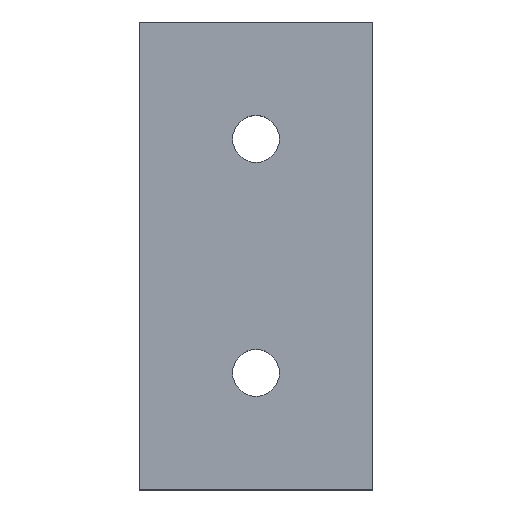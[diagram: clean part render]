
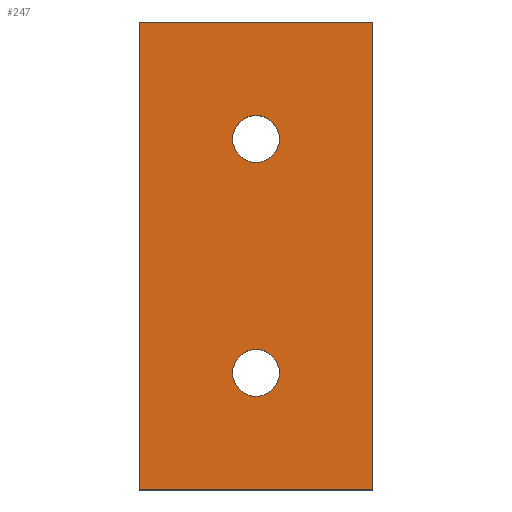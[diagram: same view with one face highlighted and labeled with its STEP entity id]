
A CAD part, top view. The second image highlights one B-rep face of the part: STEP entity #247.
In plain terms, the highlighted planar face has unit normal (0, 0, 1).
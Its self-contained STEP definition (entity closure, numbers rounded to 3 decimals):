
#9 = PLANE ( 'NONE',  #425 ) ;
#25 = CIRCLE ( 'NONE', #259, 2. ) ;
#35 = FACE_BOUND ( 'NONE', #187, .T. ) ;
#36 = CARTESIAN_POINT ( 'NONE',  ( 0., 40., 3. ) ) ;
#40 = DIRECTION ( 'NONE',  ( 1., 0., 0. ) ) ;
#43 = LINE ( 'NONE', #327, #404 ) ;
#46 = DIRECTION ( 'NONE',  ( 1., 0., 0. ) ) ;
#49 = ORIENTED_EDGE ( 'NONE', *, *, #310, .F. ) ;
#56 = FACE_BOUND ( 'NONE', #405, .T. ) ;
#75 = CARTESIAN_POINT ( 'NONE',  ( 0., 0., 3. ) ) ;
#79 = ORIENTED_EDGE ( 'NONE', *, *, #115, .F. ) ;
#82 = CIRCLE ( 'NONE', #217, 2. ) ;
#107 = DIRECTION ( 'NONE',  ( -1., 0., 0. ) ) ;
#115 = EDGE_CURVE ( 'NONE', #207, #153, #365, .T. ) ;
#130 = VERTEX_POINT ( 'NONE', #36 ) ;
#133 = DIRECTION ( 'NONE',  ( 0., 0., 1. ) ) ;
#136 = CARTESIAN_POINT ( 'NONE',  ( 0., 0., 3. ) ) ;
#140 = DIRECTION ( 'NONE',  ( 0., -1., 0. ) ) ;
#143 = DIRECTION ( 'NONE',  ( 0., 0., 1. ) ) ;
#153 = VERTEX_POINT ( 'NONE', #272 ) ;
#156 = CIRCLE ( 'NONE', #279, 2. ) ;
#163 = CARTESIAN_POINT ( 'NONE',  ( 0., 0., 3. ) ) ;
#165 = LINE ( 'NONE', #205, #412 ) ;
#168 = DIRECTION ( 'NONE',  ( 0., 0., 1. ) ) ;
#170 = DIRECTION ( 'NONE',  ( 1., 0., 0. ) ) ;
#176 = CARTESIAN_POINT ( 'NONE',  ( 10., 10., 3. ) ) ;
#187 = EDGE_LOOP ( 'NONE', ( #393, #79 ) ) ;
#205 = CARTESIAN_POINT ( 'NONE',  ( 20., 0., 3. ) ) ;
#207 = VERTEX_POINT ( 'NONE', #381 ) ;
#211 = DIRECTION ( 'NONE',  ( -1., 0., 0. ) ) ;
#217 = AXIS2_PLACEMENT_3D ( 'NONE', #319, #168, #235 ) ;
#219 = VERTEX_POINT ( 'NONE', #348 ) ;
#220 = EDGE_CURVE ( 'NONE', #355, #219, #285, .T. ) ;
#235 = DIRECTION ( 'NONE',  ( 1., 0., 0. ) ) ;
#247 = ADVANCED_FACE ( 'NONE', ( #35, #56, #398 ), #9, .F. ) ;
#251 = ORIENTED_EDGE ( 'NONE', *, *, #454, .T. ) ;
#253 = CARTESIAN_POINT ( 'NONE',  ( 8., 10., 3. ) ) ;
#259 = AXIS2_PLACEMENT_3D ( 'NONE', #176, #143, #396 ) ;
#268 = ORIENTED_EDGE ( 'NONE', *, *, #353, .F. ) ;
#269 = CARTESIAN_POINT ( 'NONE',  ( 10., 30., 3. ) ) ;
#272 = CARTESIAN_POINT ( 'NONE',  ( 12., 30., 3. ) ) ;
#279 = AXIS2_PLACEMENT_3D ( 'NONE', #328, #430, #46 ) ;
#285 = LINE ( 'NONE', #163, #439 ) ;
#293 = DIRECTION ( 'NONE',  ( 0., 0., -1. ) ) ;
#295 = EDGE_LOOP ( 'NONE', ( #446, #313, #251, #400 ) ) ;
#296 = AXIS2_PLACEMENT_3D ( 'NONE', #269, #133, #170 ) ;
#300 = EDGE_CURVE ( 'NONE', #130, #355, #358, .T. ) ;
#310 = EDGE_CURVE ( 'NONE', #363, #329, #156, .T. ) ;
#313 = ORIENTED_EDGE ( 'NONE', *, *, #220, .T. ) ;
#319 = CARTESIAN_POINT ( 'NONE',  ( 10., 30., 3. ) ) ;
#327 = CARTESIAN_POINT ( 'NONE',  ( 0., 40., 3. ) ) ;
#328 = CARTESIAN_POINT ( 'NONE',  ( 10., 10., 3. ) ) ;
#329 = VERTEX_POINT ( 'NONE', #253 ) ;
#348 = CARTESIAN_POINT ( 'NONE',  ( 20., 0., 3. ) ) ;
#349 = EDGE_CURVE ( 'NONE', #414, #130, #43, .T. ) ;
#353 = EDGE_CURVE ( 'NONE', #329, #363, #25, .T. ) ;
#355 = VERTEX_POINT ( 'NONE', #75 ) ;
#358 = LINE ( 'NONE', #399, #448 ) ;
#363 = VERTEX_POINT ( 'NONE', #394 ) ;
#365 = CIRCLE ( 'NONE', #296, 2. ) ;
#381 = CARTESIAN_POINT ( 'NONE',  ( 8., 30., 3. ) ) ;
#393 = ORIENTED_EDGE ( 'NONE', *, *, #429, .F. ) ;
#394 = CARTESIAN_POINT ( 'NONE',  ( 12., 10., 3. ) ) ;
#396 = DIRECTION ( 'NONE',  ( 1., 0., 0. ) ) ;
#398 = FACE_OUTER_BOUND ( 'NONE', #295, .T. ) ;
#399 = CARTESIAN_POINT ( 'NONE',  ( 0., 0., 3. ) ) ;
#400 = ORIENTED_EDGE ( 'NONE', *, *, #349, .T. ) ;
#404 = VECTOR ( 'NONE', #107, 1000. ) ;
#405 = EDGE_LOOP ( 'NONE', ( #49, #268 ) ) ;
#412 = VECTOR ( 'NONE', #455, 1000. ) ;
#414 = VERTEX_POINT ( 'NONE', #452 ) ;
#425 = AXIS2_PLACEMENT_3D ( 'NONE', #136, #293, #211 ) ;
#429 = EDGE_CURVE ( 'NONE', #153, #207, #82, .T. ) ;
#430 = DIRECTION ( 'NONE',  ( 0., 0., 1. ) ) ;
#439 = VECTOR ( 'NONE', #40, 1000. ) ;
#446 = ORIENTED_EDGE ( 'NONE', *, *, #300, .T. ) ;
#448 = VECTOR ( 'NONE', #140, 1000. ) ;
#452 = CARTESIAN_POINT ( 'NONE',  ( 20., 40., 3. ) ) ;
#454 = EDGE_CURVE ( 'NONE', #219, #414, #165, .T. ) ;
#455 = DIRECTION ( 'NONE',  ( 0., 1., 0. ) ) ;
